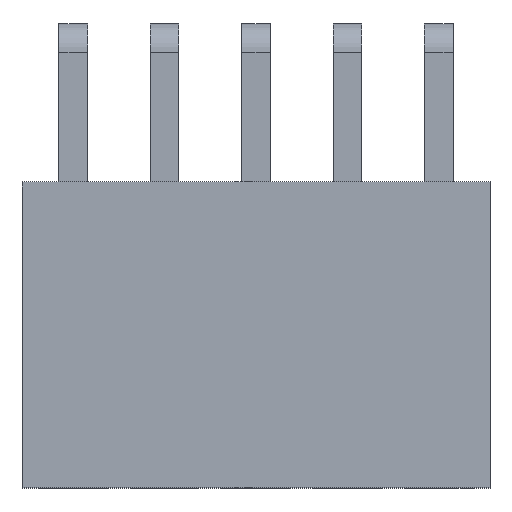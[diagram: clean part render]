
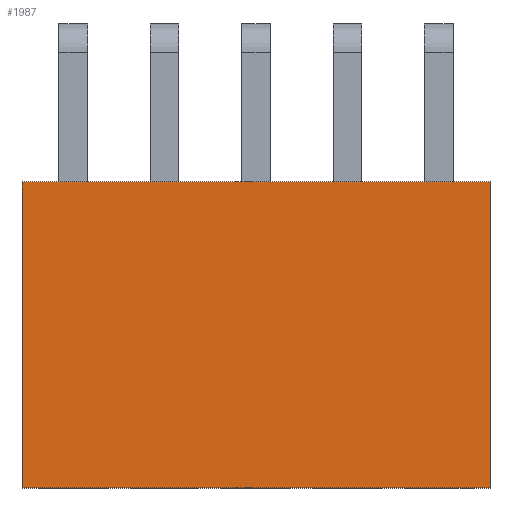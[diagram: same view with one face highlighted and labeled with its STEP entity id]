
A CAD part, top view. The second image highlights one B-rep face of the part: STEP entity #1987.
In plain terms, the highlighted planar face has unit normal (0, 0, 1).
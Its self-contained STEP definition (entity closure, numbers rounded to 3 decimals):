
#1987=ADVANCED_FACE('',(#4041),#4043,.T.);
#4041=FACE_BOUND('',#4042,.T.);
#4042=EDGE_LOOP('',(#5718,#5719,#5720,#5721));
#4043=PLANE('',#4044);
#4044=AXIS2_PLACEMENT_3D('',#4045,#4046,#4047);
#4045=CARTESIAN_POINT('',(11.58,-10.16,5.));
#4046=DIRECTION('',(0.,-0.,1.));
#4047=DIRECTION('',(0.,1.,0.));
#5718=ORIENTED_EDGE('',*,*,#6658,.T.);
#5719=ORIENTED_EDGE('',*,*,#6687,.T.);
#5720=ORIENTED_EDGE('',*,*,#6666,.F.);
#5721=ORIENTED_EDGE('',*,*,#6717,.F.);
#6658=EDGE_CURVE('',#7781,#7779,#7782,.T.);
#6666=EDGE_CURVE('',#7793,#7795,#7796,.T.);
#6687=EDGE_CURVE('',#7779,#7795,#7831,.T.);
#6717=EDGE_CURVE('',#7781,#7793,#7865,.T.);
#7779=VERTEX_POINT('',#10081);
#7781=VERTEX_POINT('',#10085);
#7782=LINE('',#10086,#10087);
#7793=VERTEX_POINT('',#10111);
#7795=VERTEX_POINT('',#10115);
#7796=LINE('',#10116,#10117);
#7831=LINE('',#10193,#10194);
#7865=LINE('',#10287,#10288);
#10081=CARTESIAN_POINT('',(11.58,-1.66,5.));
#10085=CARTESIAN_POINT('',(11.58,-10.16,5.));
#10086=CARTESIAN_POINT('',(11.58,-10.16,5.));
#10087=VECTOR('',#10088,1.);
#10088=DIRECTION('',(0.,1.,0.));
#10111=CARTESIAN_POINT('',(-1.42,-10.16,5.));
#10115=CARTESIAN_POINT('',(-1.42,-1.66,5.));
#10116=CARTESIAN_POINT('',(-1.42,-10.16,5.));
#10117=VECTOR('',#10118,1.);
#10118=DIRECTION('',(0.,1.,0.));
#10193=CARTESIAN_POINT('',(11.58,-1.66,5.));
#10194=VECTOR('',#10195,1.);
#10195=DIRECTION('',(-1.,0.,0.));
#10287=CARTESIAN_POINT('',(11.58,-10.16,5.));
#10288=VECTOR('',#10289,1.);
#10289=DIRECTION('',(-1.,0.,0.));
